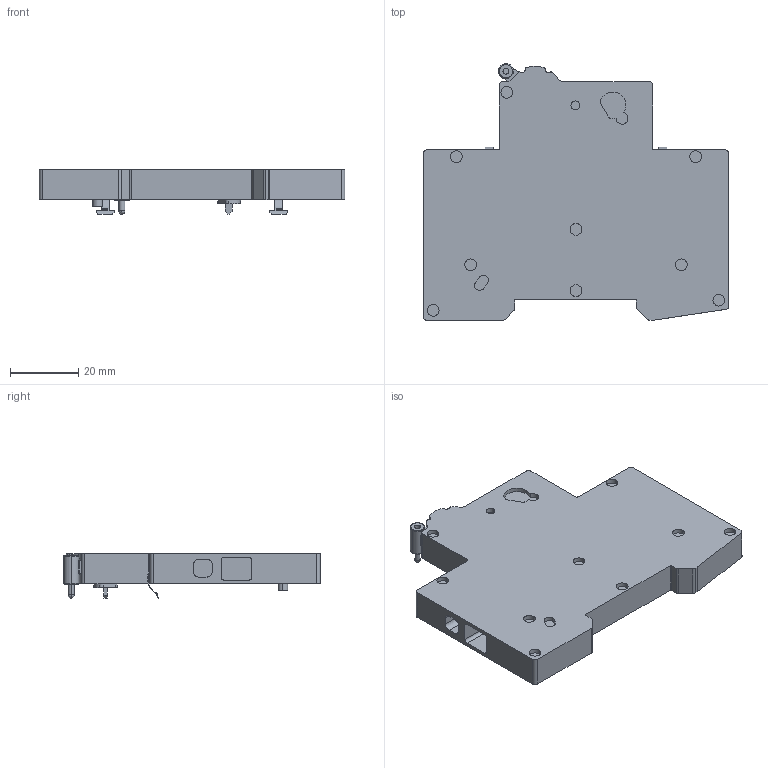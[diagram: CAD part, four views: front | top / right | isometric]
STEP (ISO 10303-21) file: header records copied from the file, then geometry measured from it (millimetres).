
FILE_DESCRIPTION (( 'STEP AP214' ), '1' );
FILE_NAME ('5ST3010_v.STEP', '2010-04-23T08:10:52', ( 'Erich Adelmann' ), ( 'Siemens and Partners' ), 'SwSTEP 2.0', 'SolidWorks 2009', '' );
FILE_SCHEMA (( 'AUTOMOTIVE_DESIGN' ));
Length unit declared in the file: millimetre
Products named in the file (1): 5ST3010_v
Bounding box: 89.8 x 75.44 x 13.2 mm (x, y, z)
Volume: 43928.5 mm3; surface area: 15279.1 mm2
Topology: 1 solids, 1 shells, 439 faces, 1163 edges, 766 vertices
Faces by surface type: plane 242, cylinder 135, bspline 56, torus 4, sphere 2
Entity records: 23590 total; most frequent: CARTESIAN_POINT 7975, ORIENTED_EDGE 2306, DIRECTION 2098, EDGE_CURVE 1153, VERTEX_POINT 764, LINE 744, VECTOR 744, AXIS2_PLACEMENT_3D 677
